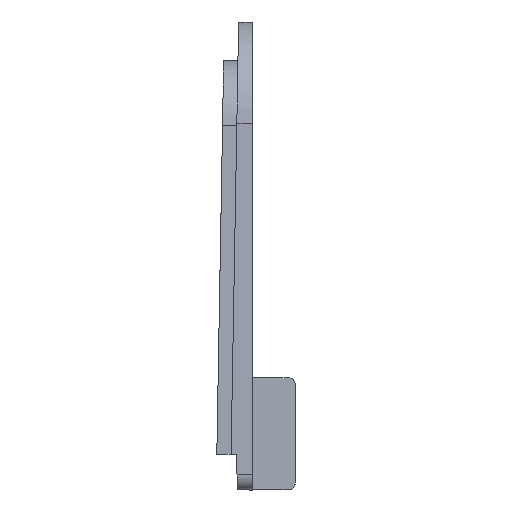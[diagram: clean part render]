
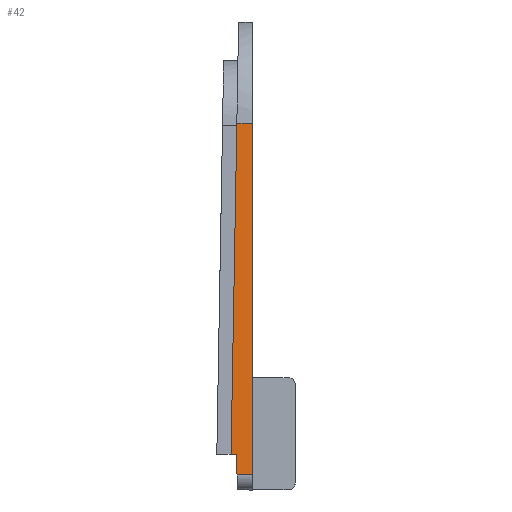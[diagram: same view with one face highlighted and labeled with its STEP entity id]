
A CAD part, left-side view. The second image highlights one B-rep face of the part: STEP entity #42.
In plain terms, the highlighted planar face has unit normal (-0.999, 0, 0.052).
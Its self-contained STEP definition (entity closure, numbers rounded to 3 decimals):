
#42=ADVANCED_FACE('',(#143),#1761,.T.);
#143=FACE_OUTER_BOUND('',#256,.T.);
#256=EDGE_LOOP('',(#457,#458,#459,#460,#461,#462));
#457=ORIENTED_EDGE('',*,*,#1036,.T.);
#458=ORIENTED_EDGE('',*,*,#1037,.F.);
#459=ORIENTED_EDGE('',*,*,#1034,.F.);
#460=ORIENTED_EDGE('',*,*,#957,.F.);
#461=ORIENTED_EDGE('',*,*,#1038,.T.);
#462=ORIENTED_EDGE('',*,*,#1039,.T.);
#957=EDGE_CURVE('',#1545,#1546,#1287,.T.);
#1034=EDGE_CURVE('',#1546,#1574,#1360,.T.);
#1036=EDGE_CURVE('',#1629,#1575,#1361,.T.);
#1037=EDGE_CURVE('',#1574,#1575,#1362,.T.);
#1038=EDGE_CURVE('',#1545,#1630,#1363,.T.);
#1039=EDGE_CURVE('',#1630,#1629,#1364,.T.);
#1287=B_SPLINE_CURVE_WITH_KNOTS('',1,(#2515,#2516),.UNSPECIFIED.,.F.,.F.,
(2,2),(0.,23.257),.UNSPECIFIED.);
#1360=B_SPLINE_CURVE_WITH_KNOTS('',1,(#2673,#2674),.UNSPECIFIED.,.F.,.F.,
(2,2),(0.,1.095),.UNSPECIFIED.);
#1361=B_SPLINE_CURVE_WITH_KNOTS('',1,(#2678,#2679),.UNSPECIFIED.,.F.,.F.,
(2,2),(0.,1.081),.UNSPECIFIED.);
#1362=B_SPLINE_CURVE_WITH_KNOTS('',1,(#2680,#2681),.UNSPECIFIED.,.F.,.F.,
(2,2),(-24.703,0.),.UNSPECIFIED.);
#1363=B_SPLINE_CURVE_WITH_KNOTS('',1,(#2682,#2683),.UNSPECIFIED.,.F.,.F.,
(2,2),(0.,0.369),.UNSPECIFIED.);
#1364=B_SPLINE_CURVE_WITH_KNOTS('',1,(#2684,#2685),.UNSPECIFIED.,.F.,.F.,
(2,2),(0.,1.451),.UNSPECIFIED.);
#1545=VERTEX_POINT('',#2317);
#1546=VERTEX_POINT('',#2318);
#1574=VERTEX_POINT('',#2346);
#1575=VERTEX_POINT('',#2347);
#1629=VERTEX_POINT('',#2401);
#1630=VERTEX_POINT('',#2402);
#1761=PLANE('',#1931);
#1931=AXIS2_PLACEMENT_3D('',#2135,#2033,$);
#2033=DIRECTION('',(-0.999,0.,0.052));
#2135=CARTESIAN_POINT('',(-6.496,4.329,20.994));
#2317=CARTESIAN_POINT('',(-7.876,3.569,-5.334));
#2318=CARTESIAN_POINT('',(-6.659,3.164,17.888));
#2346=CARTESIAN_POINT('',(-6.659,2.069,17.888));
#2347=CARTESIAN_POINT('',(-7.952,2.069,-6.782));
#2401=CARTESIAN_POINT('',(-7.952,3.15,-6.782));
#2402=CARTESIAN_POINT('',(-7.876,3.201,-5.334));
#2515=CARTESIAN_POINT('',(-7.876,3.569,-5.334));
#2516=CARTESIAN_POINT('',(-6.659,3.164,17.888));
#2673=CARTESIAN_POINT('',(-6.659,3.164,17.888));
#2674=CARTESIAN_POINT('',(-6.659,2.069,17.888));
#2678=CARTESIAN_POINT('',(-7.952,3.15,-6.782));
#2679=CARTESIAN_POINT('',(-7.952,2.069,-6.782));
#2680=CARTESIAN_POINT('',(-6.659,2.069,17.888));
#2681=CARTESIAN_POINT('',(-7.952,2.069,-6.782));
#2682=CARTESIAN_POINT('',(-7.876,3.569,-5.334));
#2683=CARTESIAN_POINT('',(-7.876,3.201,-5.334));
#2684=CARTESIAN_POINT('',(-7.876,3.201,-5.334));
#2685=CARTESIAN_POINT('',(-7.952,3.15,-6.782));
